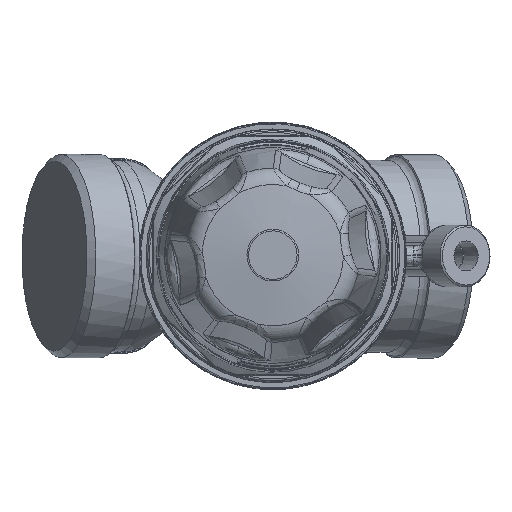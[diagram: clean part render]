
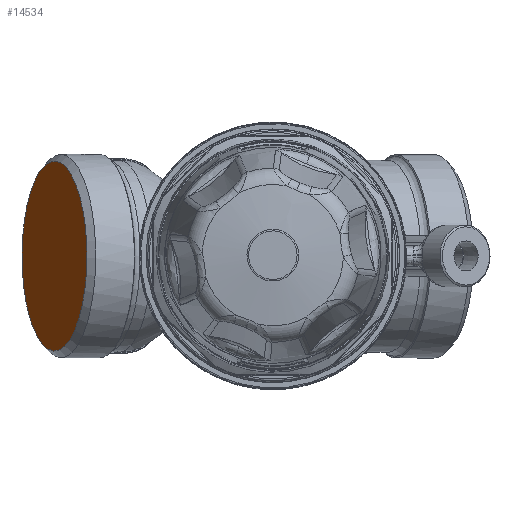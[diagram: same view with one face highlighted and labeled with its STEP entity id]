
A CAD part, top view. The second image highlights one B-rep face of the part: STEP entity #14534.
In plain terms, the highlighted planar face has unit normal (-0.94, 0, 0.342).
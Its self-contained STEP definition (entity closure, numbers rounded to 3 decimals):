
#2379=PLANE('',#15484);
#2763=FACE_OUTER_BOUND('',#3628,.T.);
#3628=EDGE_LOOP('',(#10068));
#5272=CIRCLE('',#15485,27.7);
#5975=VERTEX_POINT('',#24359);
#7577=EDGE_CURVE('',#5975,#5975,#5272,.T.);
#10068=ORIENTED_EDGE('',*,*,#7577,.T.);
#14534=ADVANCED_FACE('',(#2763),#2379,.T.);
#15484=AXIS2_PLACEMENT_3D('',#24358,#16928,#16929);
#15485=AXIS2_PLACEMENT_3D('',#24360,#16930,#16931);
#16928=DIRECTION('center_axis',(-0.94,0.,
0.342));
#16929=DIRECTION('ref_axis',(0.342,0.,0.94));
#16930=DIRECTION('center_axis',(-0.94,0.,
0.342));
#16931=DIRECTION('ref_axis',(0.,1.,0.));
#24358=CARTESIAN_POINT('Origin',(-54.235,0.,28.904));
#24359=CARTESIAN_POINT('',(-72.023,-13.28,-19.968));
#24360=CARTESIAN_POINT('Origin',(-63.709,0.,2.875));
